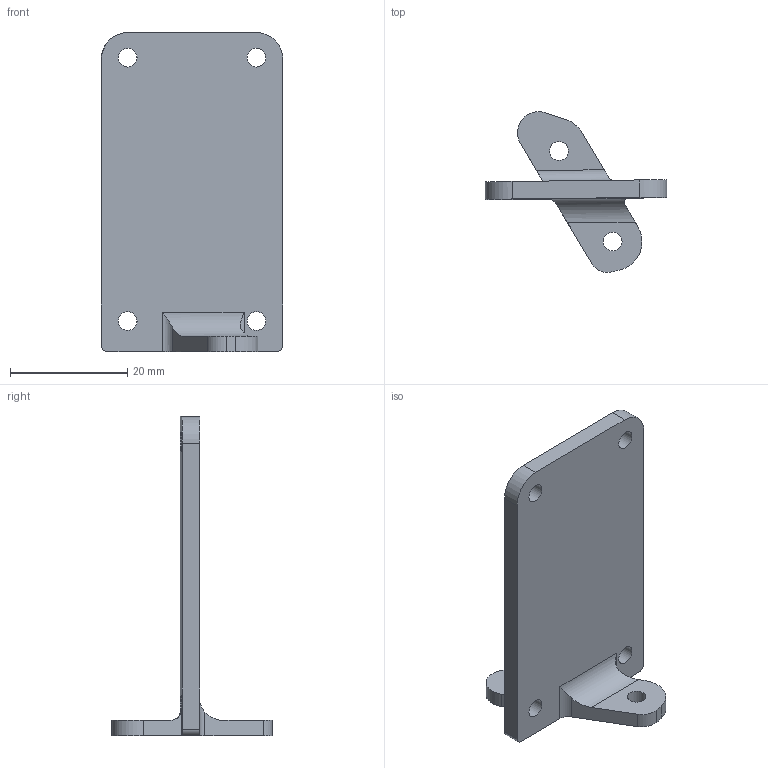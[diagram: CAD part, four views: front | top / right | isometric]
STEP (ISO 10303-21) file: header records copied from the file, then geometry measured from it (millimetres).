
FILE_DESCRIPTION(('HOOPS Exchange Step'),'2;1');
FILE_NAME('temp_export','2023-12-17T12:19:42+00:00',('l1234'),('Shapr3D Limited'),'HOOPS Exchange 2023.2','Shapr3D','Authorized');
FILE_SCHEMA( ('AUTOMOTIVE_DESIGN { 1 0 10303 214 1 1 1 1 }') );
Length unit declared in the file: millimetre
Products named in the file (1): root
Bounding box: 31.03 x 27.47 x 54.52 mm (x, y, z)
Volume: 5608.1 mm3; surface area: 4523.9 mm2
Topology: 1 solids, 1 shells, 34 faces, 108 edges, 76 vertices
Faces by surface type: cylinder 21, plane 13
Full cylindrical faces by diameter (mm): 3.2 x6
Entity records: 1332 total; most frequent: CARTESIAN_POINT 273, DIRECTION 224, ORIENTED_EDGE 216, EDGE_CURVE 108, AXIS2_PLACEMENT_3D 85, VERTEX_POINT 76, VECTOR 54, LINE 54
